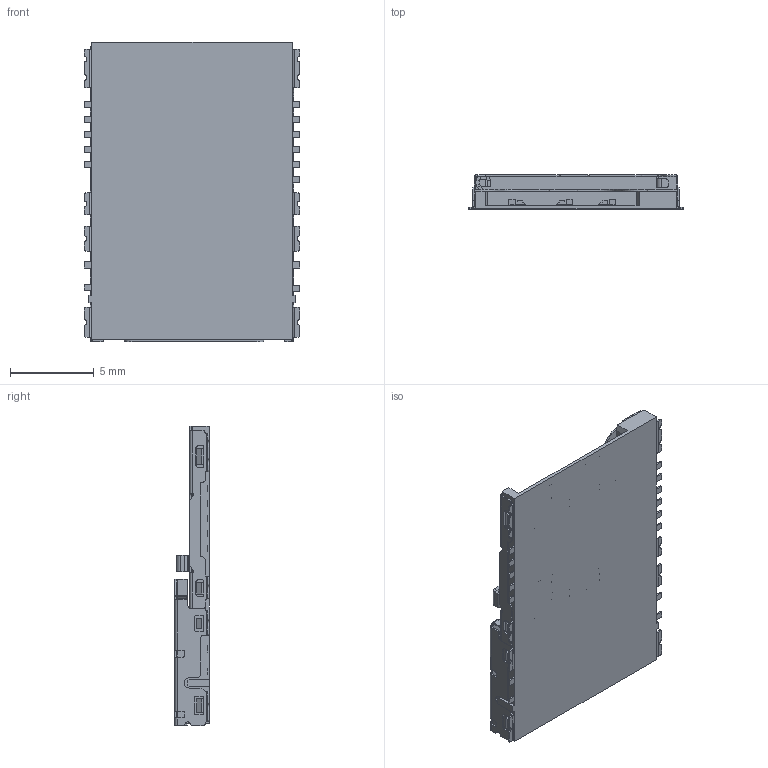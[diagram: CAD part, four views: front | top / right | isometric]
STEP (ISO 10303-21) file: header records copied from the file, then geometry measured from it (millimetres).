
FILE_DESCRIPTION (( 'STEP AP214' ), '1' );
FILE_NAME ('104239-1430.STEP', '2021-06-03T10:20:30', ( '' ), ( '' ), 'SwSTEP 2.0', 'SolidWorks 2018', '' );
FILE_SCHEMA (( 'AUTOMOTIVE_DESIGN' ));
Length unit declared in the file: millimetre
Products named in the file (1): 104239-1430
Bounding box: 12.9 x 2.05 x 17.9 mm (x, y, z)
Volume: 190.2 mm3; surface area: 1083.8 mm2
Topology: 25 solids, 25 shells, 1076 faces, 2798 edges, 1780 vertices
Faces by surface type: plane 714, cylinder 347, bspline 15
Entity records: 44994 total; most frequent: CARTESIAN_POINT 6072, ORIENTED_EDGE 5596, DIRECTION 5562, EDGE_CURVE 2798, LINE 2046, VECTOR 2046, VERTEX_POINT 1780, AXIS2_PLACEMENT_3D 1758
